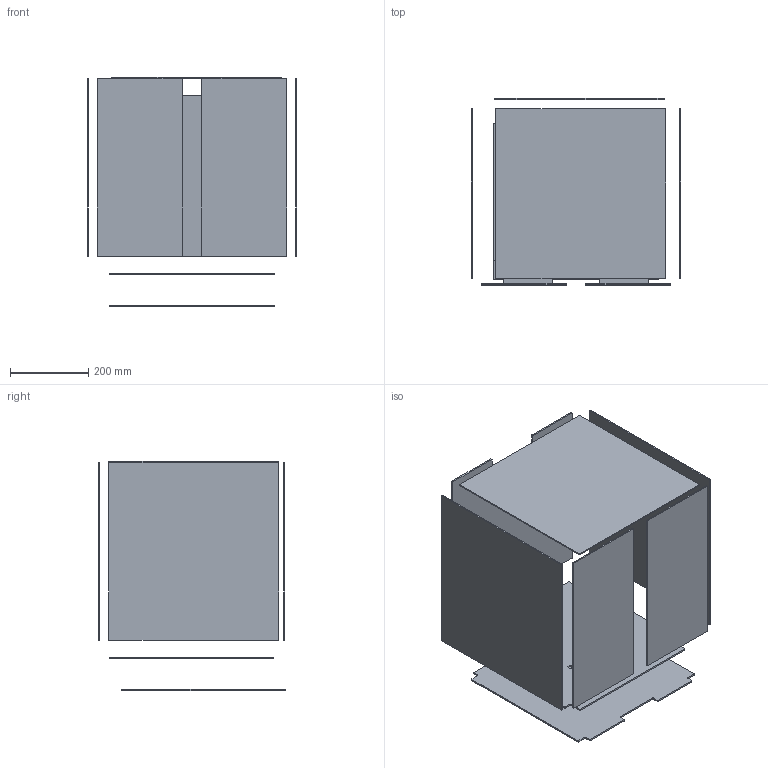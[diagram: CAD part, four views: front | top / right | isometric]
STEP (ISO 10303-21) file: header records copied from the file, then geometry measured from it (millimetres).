
FILE_DESCRIPTION(/* description */ (''),/* implementation_level */ '2;1');
FILE_NAME(/* name */ 'Voron_2_panels_300x300-v1 v1.step',/* time_stamp */ '2021-03-08T12:06:37+01:00',/* author */ (''),/* organization */ (''),/* preprocessor_version */ 'ST-DEVELOPER v18.1',/* originating_system */ 'Autodesk Translation Framework v9.7.1.1290',/* authorisation */ '');
FILE_SCHEMA (('AUTOMOTIVE_DESIGN { 1 0 10303 214 3 1 1 }'));
Length unit declared in the file: millimetre
Products named in the file (8): Voron_2_panels_300x300-v1; Panels; Side Panel; Bottom Panel; Deck Panel; Front Door; Top Panel; Rear Panel v1
Assembly tree (9 placements, depth 3):
  Voron_2_panels_300x300-v1
    Panels
      Side Panel  x2
      Bottom Panel
      Deck Panel
      Front Door  x2
      Top Panel
      Rear Panel v1
Bounding box: 536 x 478.99 x 586 mm (x, y, z)
Volume: 4481707.3 mm3; surface area: 2676471 mm2
Topology: 8 solids, 8 shells, 149 faces, 399 edges, 266 vertices
Faces by surface type: plane 92, cylinder 57
Full cylindrical faces by diameter (mm): 12 x1
Entity records: 4663 total; most frequent: DIRECTION 797, CARTESIAN_POINT 779, ORIENTED_EDGE 750, EDGE_CURVE 375, AXIS2_PLACEMENT_3D 268, LINE 261, VECTOR 261, VERTEX_POINT 250
